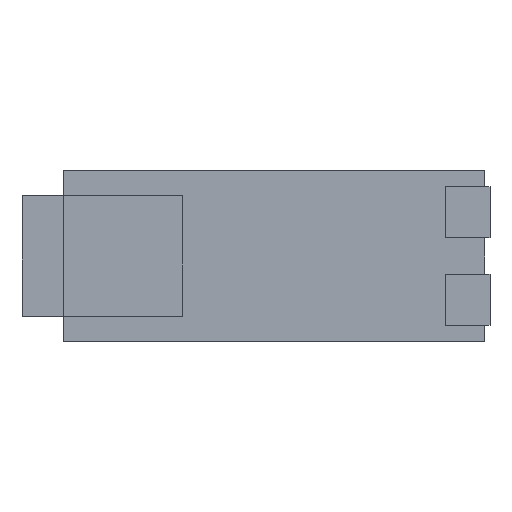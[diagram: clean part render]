
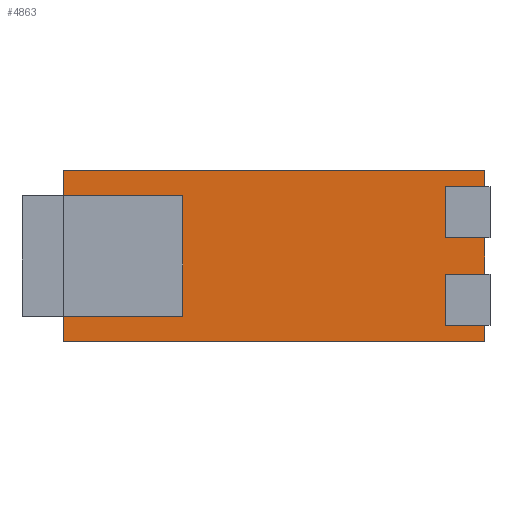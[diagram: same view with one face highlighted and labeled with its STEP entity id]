
A CAD part, top view. The second image highlights one B-rep face of the part: STEP entity #4863.
In plain terms, the highlighted planar face has unit normal (0, 0, 1).
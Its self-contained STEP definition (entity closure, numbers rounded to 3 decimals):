
#3 = LINE ( 'NONE', #1226, #5029 ) ;
#29 = ORIENTED_EDGE ( 'NONE', *, *, #1365, .F. ) ;
#92 = EDGE_CURVE ( 'NONE', #564, #4353, #5560, .T. ) ;
#135 = EDGE_CURVE ( 'NONE', #3403, #5931, #7271, .T. ) ;
#198 = EDGE_CURVE ( 'NONE', #3210, #5613, #6960, .T. ) ;
#228 = VERTEX_POINT ( 'NONE', #2893 ) ;
#372 = ORIENTED_EDGE ( 'NONE', *, *, #4508, .T. ) ;
#422 = EDGE_CURVE ( 'NONE', #1955, #3403, #7070, .T. ) ;
#439 = ORIENTED_EDGE ( 'NONE', *, *, #6041, .T. ) ;
#448 = LINE ( 'NONE', #1605, #1896 ) ;
#485 = CARTESIAN_POINT ( 'NONE',  ( -13.6, -9., 0.825 ) ) ;
#488 = VECTOR ( 'NONE', #2120, 1000. ) ;
#560 = EDGE_CURVE ( 'NONE', #1769, #2027, #6109, .T. ) ;
#564 = VERTEX_POINT ( 'NONE', #1517 ) ;
#733 = LINE ( 'NONE', #6295, #4861 ) ;
#924 = CARTESIAN_POINT ( 'NONE',  ( 25.6, -10.35, 0.825 ) ) ;
#949 = EDGE_CURVE ( 'NONE', #4672, #5613, #6762, .T. ) ;
#952 = VECTOR ( 'NONE', #4035, 1000. ) ;
#1086 = VECTOR ( 'NONE', #6195, 1000. ) ;
#1226 = CARTESIAN_POINT ( 'NONE',  ( -31.4, 12.75, 0.825 ) ) ;
#1245 = DIRECTION ( 'NONE',  ( 0., -1., 0. ) ) ;
#1257 = CARTESIAN_POINT ( 'NONE',  ( 31.4, 12.75, 0.825 ) ) ;
#1288 = CARTESIAN_POINT ( 'NONE',  ( 25.6, 2.75, 0.825 ) ) ;
#1365 = EDGE_CURVE ( 'NONE', #5720, #3210, #448, .T. ) ;
#1371 = VECTOR ( 'NONE', #5540, 1000. ) ;
#1388 = ORIENTED_EDGE ( 'NONE', *, *, #6391, .T. ) ;
#1469 = EDGE_CURVE ( 'NONE', #2654, #5002, #733, .T. ) ;
#1517 = CARTESIAN_POINT ( 'NONE',  ( -31.4, -12.75, 0.825 ) ) ;
#1546 = CARTESIAN_POINT ( 'NONE',  ( 31.4, -2.75, 0.825 ) ) ;
#1605 = CARTESIAN_POINT ( 'NONE',  ( 25.6, 10.35, 0.825 ) ) ;
#1684 = CARTESIAN_POINT ( 'NONE',  ( 31.4, 12.75, 0.825 ) ) ;
#1716 = ORIENTED_EDGE ( 'NONE', *, *, #1469, .T. ) ;
#1736 = DIRECTION ( 'NONE',  ( 0., 0., 1. ) ) ;
#1769 = VERTEX_POINT ( 'NONE', #4101 ) ;
#1779 = ORIENTED_EDGE ( 'NONE', *, *, #7024, .F. ) ;
#1896 = VECTOR ( 'NONE', #3311, 1000. ) ;
#1955 = VERTEX_POINT ( 'NONE', #4493 ) ;
#2008 = EDGE_CURVE ( 'NONE', #2654, #5720, #2264, .T. ) ;
#2027 = VERTEX_POINT ( 'NONE', #3267 ) ;
#2088 = VECTOR ( 'NONE', #3508, 1000. ) ;
#2120 = DIRECTION ( 'NONE',  ( 1., 0., 0. ) ) ;
#2200 = CARTESIAN_POINT ( 'NONE',  ( 31.4, -12.75, 0.825 ) ) ;
#2264 = LINE ( 'NONE', #7227, #5929 ) ;
#2274 = DIRECTION ( 'NONE',  ( -1., 0., 0. ) ) ;
#2468 = CARTESIAN_POINT ( 'NONE',  ( 31.4, 12.75, 0.825 ) ) ;
#2631 = VECTOR ( 'NONE', #3189, 1000. ) ;
#2633 = VECTOR ( 'NONE', #6206, 1000. ) ;
#2654 = VERTEX_POINT ( 'NONE', #4273 ) ;
#2892 = DIRECTION ( 'NONE',  ( 0., 1., 0. ) ) ;
#2893 = CARTESIAN_POINT ( 'NONE',  ( 31.4, -10.35, 0.825 ) ) ;
#2972 = ORIENTED_EDGE ( 'NONE', *, *, #135, .T. ) ;
#2996 = EDGE_CURVE ( 'NONE', #2027, #228, #6008, .T. ) ;
#2998 = DIRECTION ( 'NONE',  ( 0., 1., 0. ) ) ;
#3189 = DIRECTION ( 'NONE',  ( 1., 0., 0. ) ) ;
#3210 = VERTEX_POINT ( 'NONE', #1288 ) ;
#3267 = CARTESIAN_POINT ( 'NONE',  ( 25.6, -10.35, 0.825 ) ) ;
#3311 = DIRECTION ( 'NONE',  ( 0., -1., 0. ) ) ;
#3403 = VERTEX_POINT ( 'NONE', #5914 ) ;
#3461 = CARTESIAN_POINT ( 'NONE',  ( -31.4, -9., 0.825 ) ) ;
#3508 = DIRECTION ( 'NONE',  ( 1., 0., 0. ) ) ;
#3668 = ORIENTED_EDGE ( 'NONE', *, *, #560, .F. ) ;
#3776 = CARTESIAN_POINT ( 'NONE',  ( 25.6, -10.35, 0.825 ) ) ;
#3798 = LINE ( 'NONE', #7094, #1371 ) ;
#3923 = FACE_OUTER_BOUND ( 'NONE', #6860, .T. ) ;
#4022 = PLANE ( 'NONE',  #5483 ) ;
#4035 = DIRECTION ( 'NONE',  ( 1., 0., 0. ) ) ;
#4097 = LINE ( 'NONE', #6501, #2088 ) ;
#4101 = CARTESIAN_POINT ( 'NONE',  ( 25.6, -2.75, 0.825 ) ) ;
#4112 = VERTEX_POINT ( 'NONE', #3461 ) ;
#4273 = CARTESIAN_POINT ( 'NONE',  ( 31.4, 10.35, 0.825 ) ) ;
#4353 = VERTEX_POINT ( 'NONE', #2200 ) ;
#4372 = CARTESIAN_POINT ( 'NONE',  ( -31.4, 12.75, 0.825 ) ) ;
#4485 = DIRECTION ( 'NONE',  ( 1., 0., 0. ) ) ;
#4493 = CARTESIAN_POINT ( 'NONE',  ( -31.4, 9., 0.825 ) ) ;
#4500 = ORIENTED_EDGE ( 'NONE', *, *, #949, .T. ) ;
#4508 = EDGE_CURVE ( 'NONE', #4353, #228, #7307, .T. ) ;
#4672 = VERTEX_POINT ( 'NONE', #1546 ) ;
#4684 = ORIENTED_EDGE ( 'NONE', *, *, #198, .F. ) ;
#4714 = VERTEX_POINT ( 'NONE', #4372 ) ;
#4861 = VECTOR ( 'NONE', #2998, 1000. ) ;
#4863 = ADVANCED_FACE ( 'NONE', ( #3923 ), #4022, .T. ) ;
#4932 = LINE ( 'NONE', #5594, #6924 ) ;
#5002 = VERTEX_POINT ( 'NONE', #2468 ) ;
#5020 = VECTOR ( 'NONE', #2892, 1000. ) ;
#5029 = VECTOR ( 'NONE', #2274, 1000. ) ;
#5139 = LINE ( 'NONE', #5175, #7048 ) ;
#5175 = CARTESIAN_POINT ( 'NONE',  ( -31.4, 12.75, 0.825 ) ) ;
#5190 = ORIENTED_EDGE ( 'NONE', *, *, #6974, .F. ) ;
#5434 = DIRECTION ( 'NONE',  ( 1., 0., 0. ) ) ;
#5453 = ORIENTED_EDGE ( 'NONE', *, *, #92, .T. ) ;
#5483 = AXIS2_PLACEMENT_3D ( 'NONE', #6816, #1736, #4485 ) ;
#5485 = CARTESIAN_POINT ( 'NONE',  ( -13.6, 0., 0.825 ) ) ;
#5540 = DIRECTION ( 'NONE',  ( -1., 0., 0. ) ) ;
#5560 = LINE ( 'NONE', #7193, #488 ) ;
#5588 = DIRECTION ( 'NONE',  ( 0., -1., 0. ) ) ;
#5594 = CARTESIAN_POINT ( 'NONE',  ( -31.4, 12.75, 0.825 ) ) ;
#5613 = VERTEX_POINT ( 'NONE', #7339 ) ;
#5703 = CARTESIAN_POINT ( 'NONE',  ( 25.6, 2.75, 0.825 ) ) ;
#5720 = VERTEX_POINT ( 'NONE', #5751 ) ;
#5751 = CARTESIAN_POINT ( 'NONE',  ( 25.6, 10.35, 0.825 ) ) ;
#5914 = CARTESIAN_POINT ( 'NONE',  ( -13.6, 9., 0.825 ) ) ;
#5929 = VECTOR ( 'NONE', #6191, 1000. ) ;
#5931 = VERTEX_POINT ( 'NONE', #485 ) ;
#6008 = LINE ( 'NONE', #924, #2631 ) ;
#6041 = EDGE_CURVE ( 'NONE', #5002, #4714, #3, .T. ) ;
#6109 = LINE ( 'NONE', #3776, #6996 ) ;
#6173 = VECTOR ( 'NONE', #5434, 1000. ) ;
#6191 = DIRECTION ( 'NONE',  ( -1., 0., 0. ) ) ;
#6195 = DIRECTION ( 'NONE',  ( 0., -1., 0. ) ) ;
#6206 = DIRECTION ( 'NONE',  ( 0., 1., 0. ) ) ;
#6295 = CARTESIAN_POINT ( 'NONE',  ( 31.4, 12.75, 0.825 ) ) ;
#6299 = ORIENTED_EDGE ( 'NONE', *, *, #6856, .T. ) ;
#6376 = ORIENTED_EDGE ( 'NONE', *, *, #422, .T. ) ;
#6391 = EDGE_CURVE ( 'NONE', #4112, #564, #4932, .T. ) ;
#6501 = CARTESIAN_POINT ( 'NONE',  ( 0., -9., 0.825 ) ) ;
#6762 = LINE ( 'NONE', #1684, #2633 ) ;
#6784 = ORIENTED_EDGE ( 'NONE', *, *, #2008, .F. ) ;
#6816 = CARTESIAN_POINT ( 'NONE',  ( 0., 0., 0.825 ) ) ;
#6856 = EDGE_CURVE ( 'NONE', #4714, #1955, #5139, .T. ) ;
#6860 = EDGE_LOOP ( 'NONE', ( #372, #7178, #3668, #1779, #4500, #4684, #29, #6784, #1716, #439, #6299, #6376, #2972, #5190, #1388, #5453 ) ) ;
#6924 = VECTOR ( 'NONE', #7265, 1000. ) ;
#6960 = LINE ( 'NONE', #5703, #952 ) ;
#6974 = EDGE_CURVE ( 'NONE', #4112, #5931, #4097, .T. ) ;
#6996 = VECTOR ( 'NONE', #5588, 1000. ) ;
#7024 = EDGE_CURVE ( 'NONE', #4672, #1769, #3798, .T. ) ;
#7048 = VECTOR ( 'NONE', #1245, 1000. ) ;
#7070 = LINE ( 'NONE', #7146, #6173 ) ;
#7094 = CARTESIAN_POINT ( 'NONE',  ( 25.6, -2.75, 0.825 ) ) ;
#7146 = CARTESIAN_POINT ( 'NONE',  ( 0., 9., 0.825 ) ) ;
#7178 = ORIENTED_EDGE ( 'NONE', *, *, #2996, .F. ) ;
#7193 = CARTESIAN_POINT ( 'NONE',  ( -31.4, -12.75, 0.825 ) ) ;
#7227 = CARTESIAN_POINT ( 'NONE',  ( 25.6, 10.35, 0.825 ) ) ;
#7265 = DIRECTION ( 'NONE',  ( 0., -1., 0. ) ) ;
#7271 = LINE ( 'NONE', #5485, #1086 ) ;
#7307 = LINE ( 'NONE', #1257, #5020 ) ;
#7339 = CARTESIAN_POINT ( 'NONE',  ( 31.4, 2.75, 0.825 ) ) ;
